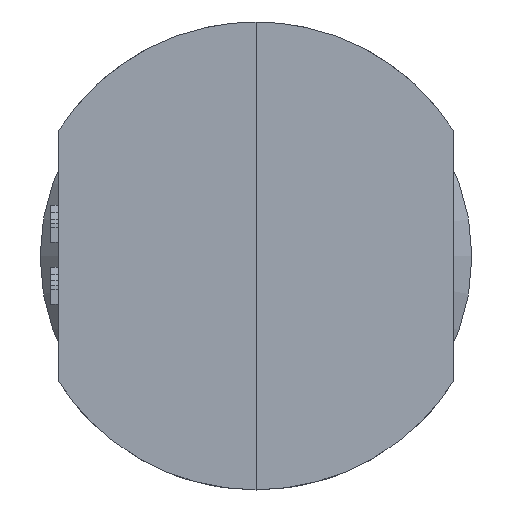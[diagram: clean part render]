
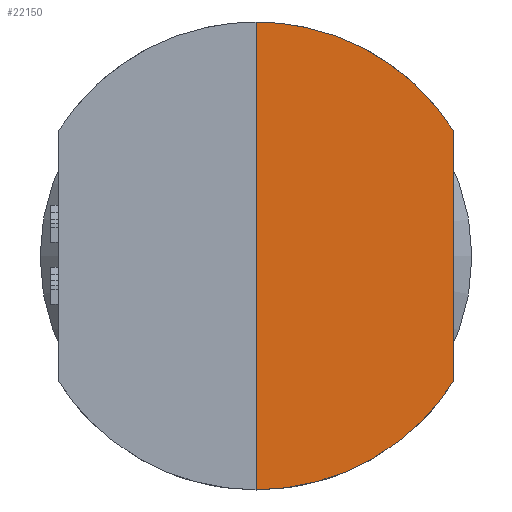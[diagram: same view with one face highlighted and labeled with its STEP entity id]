
A CAD part, top view. The second image highlights one B-rep face of the part: STEP entity #22150.
In plain terms, the highlighted face is planar.
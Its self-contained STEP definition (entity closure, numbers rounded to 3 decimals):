
#1860=CARTESIAN_POINT('',(74.928,22.472,5.5));
#1870=VERTEX_POINT('',#1860);
#2120=CARTESIAN_POINT('',(71.892,22.568,0.));
#2130=VERTEX_POINT('',#2120);
#2160=CARTESIAN_POINT('',(78.392,22.568,0.));
#2170=DIRECTION('',(0.,1.,0.017));
#2180=DIRECTION('',(0.,-0.017,1.));
#2190=AXIS2_PLACEMENT_3D('',#2160,#2170,#2180);
#2200=ELLIPSE('',#2190,6.501,6.5);
#2210=EDGE_CURVE('',#2130,#1870,#2200,.T.);
#7990=CARTESIAN_POINT('',(0.,22.472,5.5));
#8000=DIRECTION('',(1.,0.,0.));
#8010=VECTOR('',#8000,1.);
#8020=LINE('',#7990,#8010);
#8030=CARTESIAN_POINT('',(81.856,22.472,5.5));
#8040=VERTEX_POINT('',#8030);
#8050=EDGE_CURVE('',#1870,#8040,#8020,.T.);
#18200=CARTESIAN_POINT('',(78.392,22.568,0.));
#18210=DIRECTION('',(0.,1.,0.017));
#18220=DIRECTION('',(0.,-0.017,1.));
#18230=AXIS2_PLACEMENT_3D('',#18200,#18210,#18220);
#18240=ELLIPSE('',#18230,6.501,6.5);
#18250=CARTESIAN_POINT('',(84.892,22.568,
0.));
#18260=VERTEX_POINT('',#18250);
#18270=EDGE_CURVE('',#8040,#18260,#18240,.T.);
#21990=CARTESIAN_POINT('',(65.892,22.568,0.));
#22000=DIRECTION('',(0.,1.,0.017));
#22010=DIRECTION('',(-1.,0.,0.));
#22020=AXIS2_PLACEMENT_3D('',#21990,#22000,#22010);
#22030=PLANE('',#22020);
#22040=CARTESIAN_POINT('',(0.,22.568,0.));
#22050=DIRECTION('',(-1.,0.,0.));
#22060=VECTOR('',#22050,1.);
#22070=LINE('',#22040,#22060);
#22080=EDGE_CURVE('',#18260,#2130,#22070,.T.);
#22090=ORIENTED_EDGE('',*,*,#22080,.T.);
#22100=ORIENTED_EDGE('',*,*,#18270,.T.);
#22110=ORIENTED_EDGE('',*,*,#8050,.T.);
#22120=ORIENTED_EDGE('',*,*,#2210,.T.);
#22130=EDGE_LOOP('',(#22120,#22110,#22100,#22090));
#22140=FACE_OUTER_BOUND('',#22130,.T.);
#22150=ADVANCED_FACE('',(#22140),#22030,.T.);
